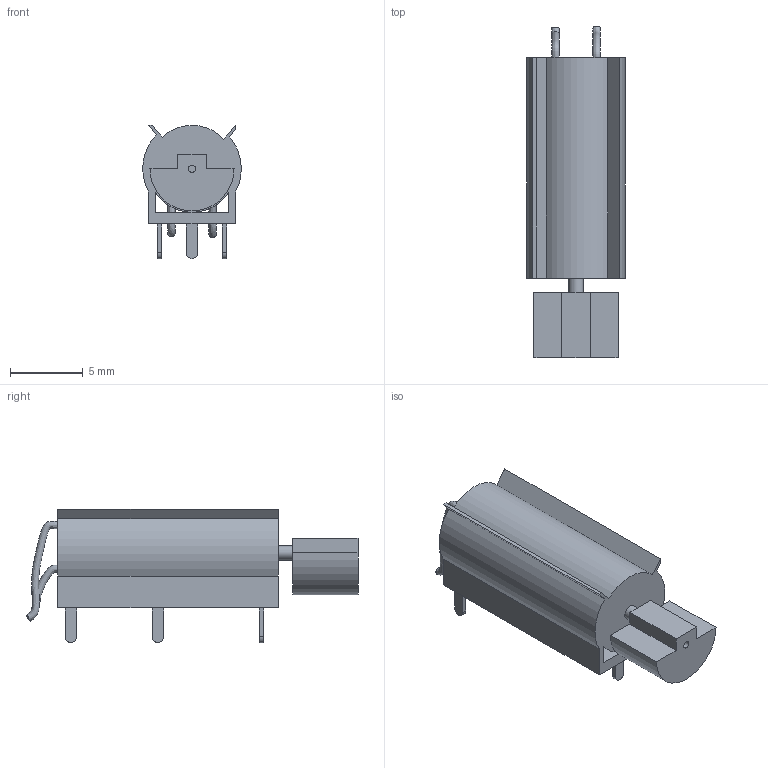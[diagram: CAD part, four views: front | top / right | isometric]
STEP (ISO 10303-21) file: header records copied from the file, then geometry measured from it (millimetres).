
FILE_DESCRIPTION(/* description */ (''),/* implementation_level */ '2;1');
FILE_NAME(/* name */ 'Engine_st_wh.step',/* time_stamp */ '2022-05-18T00:03:04+03:00',/* author */ (''),/* organization */ (''),/* preprocessor_version */ 'ST-DEVELOPER v18.1',/* originating_system */ 'Autodesk Translation Framework v10.14.0.1471',/* authorisation */ '');
FILE_SCHEMA (('AUTOMOTIVE_DESIGN { 1 0 10303 214 3 1 1 }'));
Length unit declared in the file: millimetre
Products named in the file (1): Engine
Bounding box: 6.8 x 22.9 x 9.2 mm (x, y, z)
Volume: 650.4 mm3; surface area: 861.1 mm2
Topology: 3 solids, 3 shells, 52 faces, 120 edges, 78 vertices
Faces by surface type: plane 39, cylinder 11, bspline 2
Full cylindrical faces by diameter (mm): 0.5 x1, 1 x1
Entity records: 2119 total; most frequent: CARTESIAN_POINT 858, DIRECTION 246, ORIENTED_EDGE 240, EDGE_CURVE 120, LINE 92, VECTOR 92, VERTEX_POINT 78, AXIS2_PLACEMENT_3D 77
